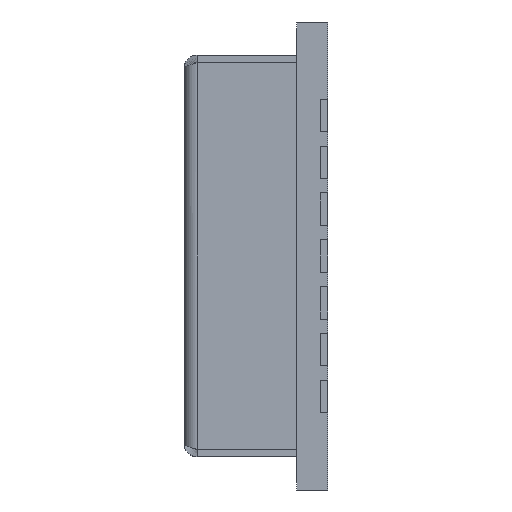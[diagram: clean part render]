
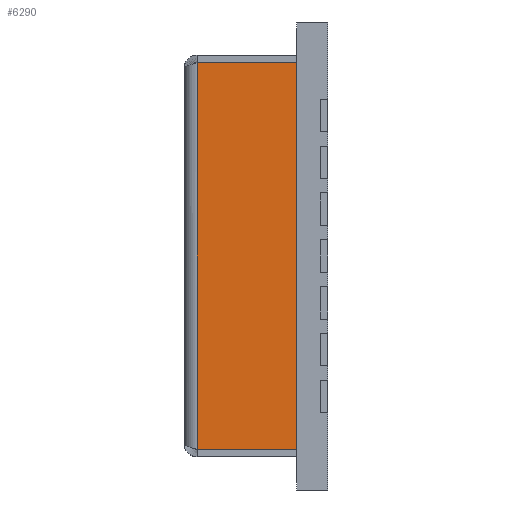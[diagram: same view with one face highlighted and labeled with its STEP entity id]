
A CAD part, left-side view. The second image highlights one B-rep face of the part: STEP entity #6290.
In plain terms, the highlighted planar face has unit normal (-1, 0, 0).
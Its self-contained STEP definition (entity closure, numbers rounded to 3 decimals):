
#1352 = PLANE ( 'NONE',  #9324 ) ;
#1416 = DIRECTION ( 'NONE',  ( 0., -1., 0. ) ) ;
#2058 = VECTOR ( 'NONE', #12307, 1000. ) ;
#2602 = VECTOR ( 'NONE', #5725, 1000. ) ;
#2731 = VECTOR ( 'NONE', #4178, 1000. ) ;
#3046 = LINE ( 'NONE', #6170, #2058 ) ;
#3151 = EDGE_CURVE ( 'NONE', #9040, #5163, #11031, .T. ) ;
#3482 = DIRECTION ( 'NONE',  ( -1., 0., 0. ) ) ;
#4115 = VERTEX_POINT ( 'NONE', #10271 ) ;
#4178 = DIRECTION ( 'NONE',  ( 0., 1., 0. ) ) ;
#4912 = CARTESIAN_POINT ( 'NONE',  ( -11.8, 3.7, -5.243 ) ) ;
#5163 = VERTEX_POINT ( 'NONE', #11068 ) ;
#5394 = CARTESIAN_POINT ( 'NONE',  ( -11.8, 0.85, 5.243 ) ) ;
#5663 = EDGE_CURVE ( 'NONE', #9040, #4115, #8218, .T. ) ;
#5725 = DIRECTION ( 'NONE',  ( 0., 1., 0. ) ) ;
#6137 = VERTEX_POINT ( 'NONE', #12051 ) ;
#6170 = CARTESIAN_POINT ( 'NONE',  ( -11.8, 3.55, 0. ) ) ;
#6290 = ADVANCED_FACE ( 'NONE', ( #8333 ), #1352, .T. ) ;
#8078 = DIRECTION ( 'NONE',  ( 0., 0., -1. ) ) ;
#8218 = LINE ( 'NONE', #9135, #9314 ) ;
#8333 = FACE_OUTER_BOUND ( 'NONE', #11640, .T. ) ;
#9040 = VERTEX_POINT ( 'NONE', #5394 ) ;
#9106 = ORIENTED_EDGE ( 'NONE', *, *, #9325, .F. ) ;
#9135 = CARTESIAN_POINT ( 'NONE',  ( -11.8, 0.85, -5.45 ) ) ;
#9253 = EDGE_CURVE ( 'NONE', #5163, #6137, #3046, .T. ) ;
#9314 = VECTOR ( 'NONE', #8078, 1000. ) ;
#9324 = AXIS2_PLACEMENT_3D ( 'NONE', #12403, #3482, #1416 ) ;
#9325 = EDGE_CURVE ( 'NONE', #4115, #6137, #11219, .T. ) ;
#9970 = CARTESIAN_POINT ( 'NONE',  ( -11.8, 0., 5.243 ) ) ;
#10271 = CARTESIAN_POINT ( 'NONE',  ( -11.8, 0.85, -5.243 ) ) ;
#11031 = LINE ( 'NONE', #9970, #2602 ) ;
#11068 = CARTESIAN_POINT ( 'NONE',  ( -11.8, 3.55, 5.243 ) ) ;
#11154 = ORIENTED_EDGE ( 'NONE', *, *, #9253, .T. ) ;
#11219 = LINE ( 'NONE', #4912, #2731 ) ;
#11364 = ORIENTED_EDGE ( 'NONE', *, *, #5663, .F. ) ;
#11640 = EDGE_LOOP ( 'NONE', ( #9106, #11364, #12685, #11154 ) ) ;
#12051 = CARTESIAN_POINT ( 'NONE',  ( -11.8, 3.55, -5.243 ) ) ;
#12307 = DIRECTION ( 'NONE',  ( 0., 0., -1. ) ) ;
#12403 = CARTESIAN_POINT ( 'NONE',  ( -11.8, 0., 0. ) ) ;
#12685 = ORIENTED_EDGE ( 'NONE', *, *, #3151, .T. ) ;
